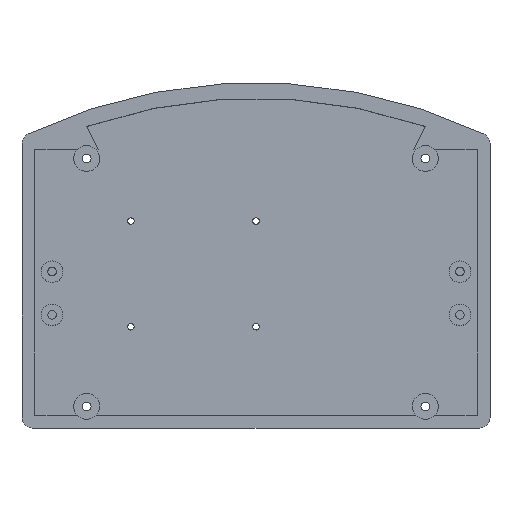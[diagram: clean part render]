
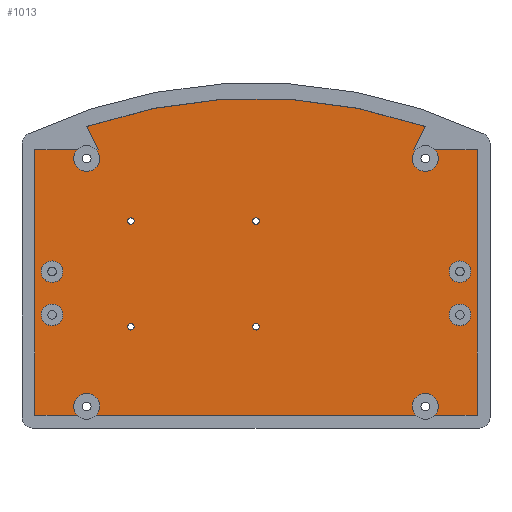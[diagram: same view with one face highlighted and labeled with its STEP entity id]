
A CAD part, top view. The second image highlights one B-rep face of the part: STEP entity #1013.
In plain terms, the highlighted planar face has unit normal (0, 0, 1).
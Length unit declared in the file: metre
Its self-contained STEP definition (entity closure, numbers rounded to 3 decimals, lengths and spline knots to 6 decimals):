
#28=PLANE('',#1125);
#61=LINE('',#1557,#133);
#75=LINE('',#1592,#147);
#79=LINE('',#1600,#151);
#83=LINE('',#1612,#155);
#86=LINE('',#1618,#158);
#89=LINE('',#1623,#161);
#92=LINE('',#1628,#164);
#96=LINE('',#1635,#168);
#100=LINE('',#1642,#172);
#103=LINE('',#1648,#175);
#106=LINE('',#1654,#178);
#133=VECTOR('',#1228,1.);
#147=VECTOR('',#1252,1.);
#151=VECTOR('',#1258,1.);
#155=VECTOR('',#1270,1.);
#158=VECTOR('',#1275,1.);
#161=VECTOR('',#1280,1.);
#164=VECTOR('',#1285,1.);
#168=VECTOR('',#1291,1.);
#172=VECTOR('',#1297,1.);
#175=VECTOR('',#1302,1.);
#178=VECTOR('',#1307,1.);
#341=ORIENTED_EDGE('',*,*,#557,.F.);
#342=ORIENTED_EDGE('',*,*,#558,.F.);
#343=ORIENTED_EDGE('',*,*,#559,.F.);
#344=ORIENTED_EDGE('',*,*,#560,.F.);
#345=ORIENTED_EDGE('',*,*,#561,.F.);
#346=ORIENTED_EDGE('',*,*,#516,.F.);
#347=ORIENTED_EDGE('',*,*,#562,.F.);
#348=ORIENTED_EDGE('',*,*,#512,.F.);
#349=ORIENTED_EDGE('',*,*,#477,.T.);
#350=ORIENTED_EDGE('',*,*,#509,.T.);
#351=ORIENTED_EDGE('',*,*,#563,.F.);
#352=ORIENTED_EDGE('',*,*,#506,.T.);
#353=ORIENTED_EDGE('',*,*,#503,.F.);
#354=ORIENTED_EDGE('',*,*,#500,.F.);
#355=ORIENTED_EDGE('',*,*,#497,.T.);
#356=ORIENTED_EDGE('',*,*,#493,.T.);
#357=ORIENTED_EDGE('',*,*,#564,.F.);
#358=ORIENTED_EDGE('',*,*,#526,.T.);
#359=ORIENTED_EDGE('',*,*,#523,.F.);
#360=ORIENTED_EDGE('',*,*,#520,.F.);
#361=ORIENTED_EDGE('',*,*,#553,.F.);
#362=ORIENTED_EDGE('',*,*,#552,.F.);
#363=ORIENTED_EDGE('',*,*,#551,.F.);
#364=ORIENTED_EDGE('',*,*,#550,.F.);
#477=EDGE_CURVE('',#609,#610,#61,.T.);
#493=EDGE_CURVE('',#625,#626,#75,.T.);
#497=EDGE_CURVE('',#628,#625,#79,.T.);
#500=EDGE_CURVE('',#628,#630,#691,.F.);
#503=EDGE_CURVE('',#630,#632,#83,.T.);
#506=EDGE_CURVE('',#634,#632,#86,.T.);
#509=EDGE_CURVE('',#610,#635,#89,.T.);
#512=EDGE_CURVE('',#609,#636,#92,.T.);
#516=EDGE_CURVE('',#637,#638,#96,.T.);
#520=EDGE_CURVE('',#639,#640,#100,.T.);
#523=EDGE_CURVE('',#640,#642,#103,.T.);
#526=EDGE_CURVE('',#644,#642,#106,.T.);
#550=EDGE_CURVE('',#658,#658,#710,.T.);
#551=EDGE_CURVE('',#659,#659,#711,.T.);
#552=EDGE_CURVE('',#660,#660,#712,.T.);
#553=EDGE_CURVE('',#661,#661,#713,.T.);
#557=EDGE_CURVE('',#665,#665,#717,.T.);
#558=EDGE_CURVE('',#666,#666,#718,.T.);
#559=EDGE_CURVE('',#667,#667,#719,.T.);
#560=EDGE_CURVE('',#668,#668,#720,.T.);
#561=EDGE_CURVE('',#638,#639,#721,.T.);
#562=EDGE_CURVE('',#636,#637,#722,.T.);
#563=EDGE_CURVE('',#634,#635,#723,.T.);
#564=EDGE_CURVE('',#644,#626,#724,.T.);
#609=VERTEX_POINT('',#1558);
#610=VERTEX_POINT('',#1559);
#625=VERTEX_POINT('',#1593);
#626=VERTEX_POINT('',#1594);
#628=VERTEX_POINT('',#1601);
#630=VERTEX_POINT('',#1607);
#632=VERTEX_POINT('',#1613);
#634=VERTEX_POINT('',#1619);
#635=VERTEX_POINT('',#1624);
#636=VERTEX_POINT('',#1629);
#637=VERTEX_POINT('',#1634);
#638=VERTEX_POINT('',#1636);
#639=VERTEX_POINT('',#1641);
#640=VERTEX_POINT('',#1643);
#642=VERTEX_POINT('',#1649);
#644=VERTEX_POINT('',#1655);
#658=VERTEX_POINT('',#1698);
#659=VERTEX_POINT('',#1701);
#660=VERTEX_POINT('',#1704);
#661=VERTEX_POINT('',#1707);
#665=VERTEX_POINT('',#1719);
#666=VERTEX_POINT('',#1721);
#667=VERTEX_POINT('',#1723);
#668=VERTEX_POINT('',#1725);
#691=CIRCLE('',#1080,0.240272);
#710=CIRCLE('',#1112,0.0015);
#711=CIRCLE('',#1114,0.0015);
#712=CIRCLE('',#1116,0.0015);
#713=CIRCLE('',#1118,0.0015);
#717=CIRCLE('',#1126,0.005);
#718=CIRCLE('',#1127,0.005);
#719=CIRCLE('',#1128,0.005);
#720=CIRCLE('',#1129,0.005);
#721=CIRCLE('',#1130,0.00598);
#722=CIRCLE('',#1131,0.00598);
#723=CIRCLE('',#1132,0.00598);
#724=CIRCLE('',#1133,0.00598);
#790=EDGE_LOOP('',(#341));
#791=EDGE_LOOP('',(#342));
#792=EDGE_LOOP('',(#343));
#793=EDGE_LOOP('',(#344));
#794=EDGE_LOOP('',(#345,#346,#347,#348,#349,#350,#351,#352,#353,#354,#355,
#356,#357,#358,#359,#360));
#795=EDGE_LOOP('',(#361));
#796=EDGE_LOOP('',(#362));
#797=EDGE_LOOP('',(#363));
#798=EDGE_LOOP('',(#364));
#896=FACE_BOUND('',#790,.T.);
#897=FACE_BOUND('',#791,.T.);
#898=FACE_BOUND('',#792,.T.);
#899=FACE_BOUND('',#793,.T.);
#900=FACE_BOUND('',#794,.T.);
#901=FACE_BOUND('',#795,.T.);
#902=FACE_BOUND('',#796,.T.);
#903=FACE_BOUND('',#797,.T.);
#904=FACE_BOUND('',#798,.T.);
#1013=ADVANCED_FACE('',(#896,#897,#898,#899,#900,#901,#902,#903,#904),#28,
 .T.);
#1080=AXIS2_PLACEMENT_3D('',#1606,#1263,#1264);
#1112=AXIS2_PLACEMENT_3D('',#1697,#1358,#1359);
#1114=AXIS2_PLACEMENT_3D('',#1700,#1362,#1363);
#1116=AXIS2_PLACEMENT_3D('',#1703,#1366,#1367);
#1118=AXIS2_PLACEMENT_3D('',#1706,#1370,#1371);
#1125=AXIS2_PLACEMENT_3D('',#1717,#1384,#1385);
#1126=AXIS2_PLACEMENT_3D('',#1718,#1386,#1387);
#1127=AXIS2_PLACEMENT_3D('',#1720,#1388,#1389);
#1128=AXIS2_PLACEMENT_3D('',#1722,#1390,#1391);
#1129=AXIS2_PLACEMENT_3D('',#1724,#1392,#1393);
#1130=AXIS2_PLACEMENT_3D('',#1726,#1394,#1395);
#1131=AXIS2_PLACEMENT_3D('',#1727,#1396,#1397);
#1132=AXIS2_PLACEMENT_3D('',#1728,#1398,#1399);
#1133=AXIS2_PLACEMENT_3D('',#1729,#1400,#1401);
#1228=DIRECTION('',(0.,1.,0.));
#1252=DIRECTION('',(-1.,0.,0.));
#1258=DIRECTION('',(0.44,-0.898,0.));
#1263=DIRECTION('',(0.,0.,1.));
#1264=DIRECTION('',(1.,0.,0.));
#1270=DIRECTION('',(-0.44,-0.898,0.));
#1275=DIRECTION('',(-1.,0.,0.));
#1280=DIRECTION('',(-1.,0.,0.));
#1285=DIRECTION('',(-1.,0.,0.));
#1291=DIRECTION('',(-1.,0.,0.));
#1297=DIRECTION('',(-1.,0.,0.));
#1302=DIRECTION('',(0.,1.,0.));
#1307=DIRECTION('',(-1.,0.,0.));
#1358=DIRECTION('',(0.,0.,1.));
#1359=DIRECTION('',(1.,0.,0.));
#1362=DIRECTION('',(0.,0.,1.));
#1363=DIRECTION('',(1.,0.,0.));
#1366=DIRECTION('',(0.,0.,1.));
#1367=DIRECTION('',(1.,0.,0.));
#1370=DIRECTION('',(0.,0.,1.));
#1371=DIRECTION('',(1.,0.,0.));
#1384=DIRECTION('',(0.,0.,1.));
#1385=DIRECTION('',(1.,0.,0.));
#1386=DIRECTION('',(0.,0.,1.));
#1387=DIRECTION('',(1.,0.,0.));
#1388=DIRECTION('',(0.,0.,1.));
#1389=DIRECTION('',(1.,0.,0.));
#1390=DIRECTION('',(0.,0.,1.));
#1391=DIRECTION('',(1.,0.,0.));
#1392=DIRECTION('',(0.,0.,1.));
#1393=DIRECTION('',(1.,0.,0.));
#1394=DIRECTION('',(0.,0.,1.));
#1395=DIRECTION('',(1.,0.,0.));
#1396=DIRECTION('',(0.,0.,1.));
#1397=DIRECTION('',(1.,0.,0.));
#1398=DIRECTION('',(0.,0.,1.));
#1399=DIRECTION('',(1.,0.,0.));
#1400=DIRECTION('',(0.,0.,1.));
#1401=DIRECTION('',(1.,0.,0.));
#1557=CARTESIAN_POINT('',(0.10245,-0.01252,-0.032));
#1558=CARTESIAN_POINT('',(0.10245,-0.074,-0.032));
#1559=CARTESIAN_POINT('',(0.10245,0.04896,-0.032));
#1592=CARTESIAN_POINT('',(-0.073589,0.04896,-0.032));
#1593=CARTESIAN_POINT('',(-0.073173,0.04896,-0.032));
#1594=CARTESIAN_POINT('',(-0.074005,0.04896,-0.032));
#1600=CARTESIAN_POINT('',(-0.075811,0.054346,-0.032));
#1601=CARTESIAN_POINT('',(-0.07845,0.059732,-0.032));
#1606=CARTESIAN_POINT('',(0.,-0.167372,-0.032));
#1607=CARTESIAN_POINT('',(0.07845,0.059732,-0.032));
#1612=CARTESIAN_POINT('',(0.075811,0.054346,-0.032));
#1613=CARTESIAN_POINT('',(0.073173,0.04896,-0.032));
#1618=CARTESIAN_POINT('',(0.073589,0.04896,-0.032));
#1619=CARTESIAN_POINT('',(0.074005,0.04896,-0.032));
#1623=CARTESIAN_POINT('',(0.092673,0.04896,-0.032));
#1624=CARTESIAN_POINT('',(0.082895,0.04896,-0.032));
#1628=CARTESIAN_POINT('',(0.092673,-0.074,-0.032));
#1629=CARTESIAN_POINT('',(0.082895,-0.074,-0.032));
#1634=CARTESIAN_POINT('',(0.074005,-0.074,-0.032));
#1635=CARTESIAN_POINT('',(0.,-0.074,-0.032));
#1636=CARTESIAN_POINT('',(-0.074005,-0.074,-0.032));
#1641=CARTESIAN_POINT('',(-0.082895,-0.074,-0.032));
#1642=CARTESIAN_POINT('',(-0.092673,-0.074,-0.032));
#1643=CARTESIAN_POINT('',(-0.10245,-0.074,-0.032));
#1648=CARTESIAN_POINT('',(-0.10245,-0.01252,-0.032));
#1649=CARTESIAN_POINT('',(-0.10245,0.04896,-0.032));
#1654=CARTESIAN_POINT('',(-0.092673,0.04896,-0.032));
#1655=CARTESIAN_POINT('',(-0.082895,0.04896,-0.032));
#1697=CARTESIAN_POINT('',(-0.058,-0.03302,-0.032));
#1698=CARTESIAN_POINT('',(-0.0565,-0.03302,-0.032));
#1700=CARTESIAN_POINT('',(0.,-0.03302,-0.032));
#1701=CARTESIAN_POINT('',(0.0015,-0.03302,-0.032));
#1703=CARTESIAN_POINT('',(0.,0.01598,-0.032));
#1704=CARTESIAN_POINT('',(0.0015,0.01598,-0.032));
#1706=CARTESIAN_POINT('',(-0.058,0.01598,-0.032));
#1707=CARTESIAN_POINT('',(-0.0565,0.01598,-0.032));
#1717=CARTESIAN_POINT('',(0.,0.,-0.032));
#1718=CARTESIAN_POINT('',(0.0945,-0.02752,-0.032));
#1719=CARTESIAN_POINT('',(0.0995,-0.02752,-0.032));
#1720=CARTESIAN_POINT('',(-0.0945,-0.00752,-0.032));
#1721=CARTESIAN_POINT('',(-0.0895,-0.00752,-0.032));
#1722=CARTESIAN_POINT('',(-0.0945,-0.02752,-0.032));
#1723=CARTESIAN_POINT('',(-0.0895,-0.02752,-0.032));
#1724=CARTESIAN_POINT('',(0.0945,-0.00752,-0.032));
#1725=CARTESIAN_POINT('',(0.0995,-0.00752,-0.032));
#1726=CARTESIAN_POINT('',(-0.07845,-0.07,-0.032));
#1727=CARTESIAN_POINT('',(0.07845,-0.07,-0.032));
#1728=CARTESIAN_POINT('',(0.07845,0.04496,-0.032));
#1729=CARTESIAN_POINT('',(-0.07845,0.04496,-0.032));
